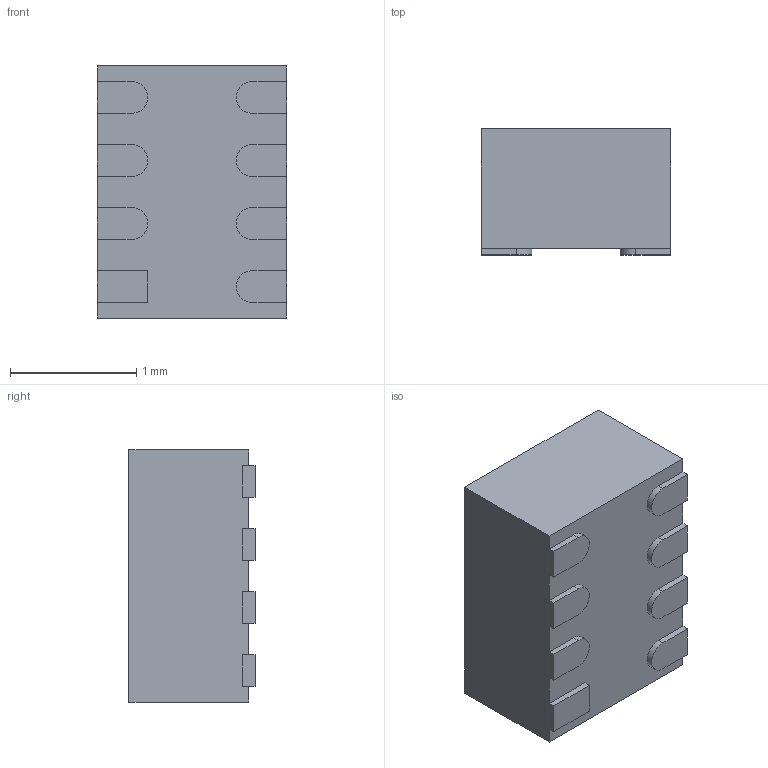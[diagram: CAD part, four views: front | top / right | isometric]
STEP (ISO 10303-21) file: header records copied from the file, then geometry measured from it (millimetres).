
FILE_DESCRIPTION (( 'STEP AP214' ), '1' );
FILE_NAME ('DLC8.STEP', '2020-08-29T09:29:02', ( '' ), ( '' ), 'SwSTEP 2.0', 'SolidWorks 2017', '' );
FILE_SCHEMA (( 'AUTOMOTIVE_DESIGN' ));
Length unit declared in the file: millimetre
Products named in the file (1): DLC8
Bounding box: 1.5 x 1 x 2 mm (x, y, z)
Volume: 2.9 mm3; surface area: 15.6 mm2
Topology: 10 solids, 10 shells, 99 faces, 234 edges, 156 vertices
Faces by surface type: plane 75, cylinder 24
Entity records: 2951 total; most frequent: CARTESIAN_POINT 490, DIRECTION 482, ORIENTED_EDGE 468, EDGE_CURVE 234, VECTOR 186, LINE 186, VERTEX_POINT 156, AXIS2_PLACEMENT_3D 148
